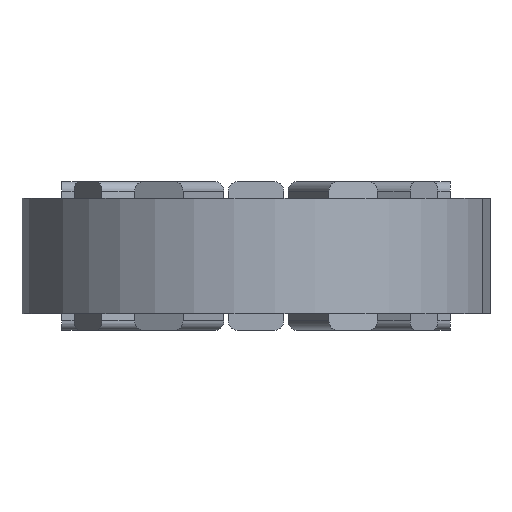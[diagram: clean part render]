
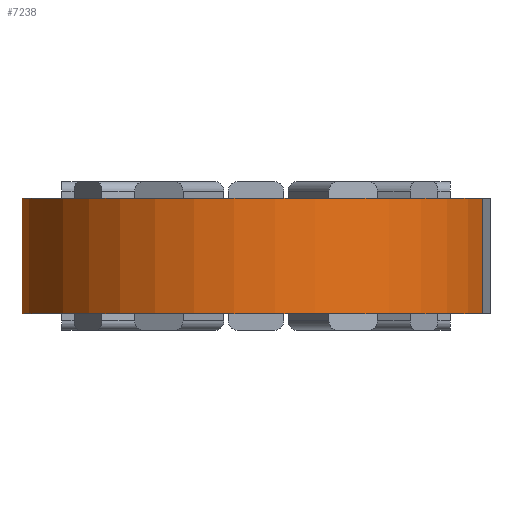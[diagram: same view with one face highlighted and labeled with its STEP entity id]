
A CAD part, front view. The second image highlights one B-rep face of the part: STEP entity #7238.
In plain terms, the highlighted cylindrical face has radius 12.65 mm (diameter 25.3 mm), a partial arc.
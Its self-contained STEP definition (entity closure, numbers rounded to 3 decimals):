
#248 = DIRECTION ( 'NONE',  ( 0., 0., -1. ) ) ;
#300 = DIRECTION ( 'NONE',  ( 1., 0., 0. ) ) ;
#341 = DIRECTION ( 'NONE',  ( 0., 0., -1. ) ) ;
#636 = VECTOR ( 'NONE', #9281, 1000. ) ;
#749 = ORIENTED_EDGE ( 'NONE', *, *, #6311, .F. ) ;
#2025 = LINE ( 'NONE', #12256, #636 ) ;
#3381 = CYLINDRICAL_SURFACE ( 'NONE', #4318, 12.65 ) ;
#4009 = ORIENTED_EDGE ( 'NONE', *, *, #6937, .T. ) ;
#4210 = CARTESIAN_POINT ( 'NONE',  ( 6.2, 0., 0. ) ) ;
#4318 = AXIS2_PLACEMENT_3D ( 'NONE', #4952, #11935, #10076 ) ;
#4509 = ORIENTED_EDGE ( 'NONE', *, *, #8261, .T. ) ;
#4952 = CARTESIAN_POINT ( 'NONE',  ( 6.2, 0., 0. ) ) ;
#5002 = VERTEX_POINT ( 'NONE', #8407 ) ;
#5481 = CARTESIAN_POINT ( 'NONE',  ( 0., 0., -12.65 ) ) ;
#6072 = VERTEX_POINT ( 'NONE', #5481 ) ;
#6296 = VERTEX_POINT ( 'NONE', #12019 ) ;
#6311 = EDGE_CURVE ( 'NONE', #5002, #6072, #10294, .T. ) ;
#6937 = EDGE_CURVE ( 'NONE', #6296, #6072, #12756, .T. ) ;
#7238 = ADVANCED_FACE ( 'NONE', ( #11347 ), #3381, .T. ) ;
#7287 = CARTESIAN_POINT ( 'NONE',  ( 6.2, 0., 12.65 ) ) ;
#7379 = ORIENTED_EDGE ( 'NONE', *, *, #10010, .F. ) ;
#8261 = EDGE_CURVE ( 'NONE', #12331, #6296, #2025, .T. ) ;
#8407 = CARTESIAN_POINT ( 'NONE',  ( 6.2, 0., -12.65 ) ) ;
#9133 = CIRCLE ( 'NONE', #9716, 12.65 ) ;
#9281 = DIRECTION ( 'NONE',  ( -1., 0., 0. ) ) ;
#9716 = AXIS2_PLACEMENT_3D ( 'NONE', #4210, #10234, #248 ) ;
#9735 = EDGE_LOOP ( 'NONE', ( #749, #7379, #4509, #4009 ) ) ;
#9846 = CARTESIAN_POINT ( 'NONE',  ( 6.2, 0., -12.65 ) ) ;
#9983 = VECTOR ( 'NONE', #11842, 1000. ) ;
#10010 = EDGE_CURVE ( 'NONE', #12331, #5002, #9133, .T. ) ;
#10076 = DIRECTION ( 'NONE',  ( 0., 0., 1. ) ) ;
#10234 = DIRECTION ( 'NONE',  ( 1., 0., 0. ) ) ;
#10294 = LINE ( 'NONE', #9846, #9983 ) ;
#11347 = FACE_OUTER_BOUND ( 'NONE', #9735, .T. ) ;
#11842 = DIRECTION ( 'NONE',  ( -1., 0., 0. ) ) ;
#11935 = DIRECTION ( 'NONE',  ( -1., 0., 0. ) ) ;
#12019 = CARTESIAN_POINT ( 'NONE',  ( 0., 0., 12.65 ) ) ;
#12256 = CARTESIAN_POINT ( 'NONE',  ( 6.2, 0., 12.65 ) ) ;
#12308 = CARTESIAN_POINT ( 'NONE',  ( 0., 0., 0. ) ) ;
#12331 = VERTEX_POINT ( 'NONE', #7287 ) ;
#12428 = AXIS2_PLACEMENT_3D ( 'NONE', #12308, #300, #341 ) ;
#12756 = CIRCLE ( 'NONE', #12428, 12.65 ) ;
